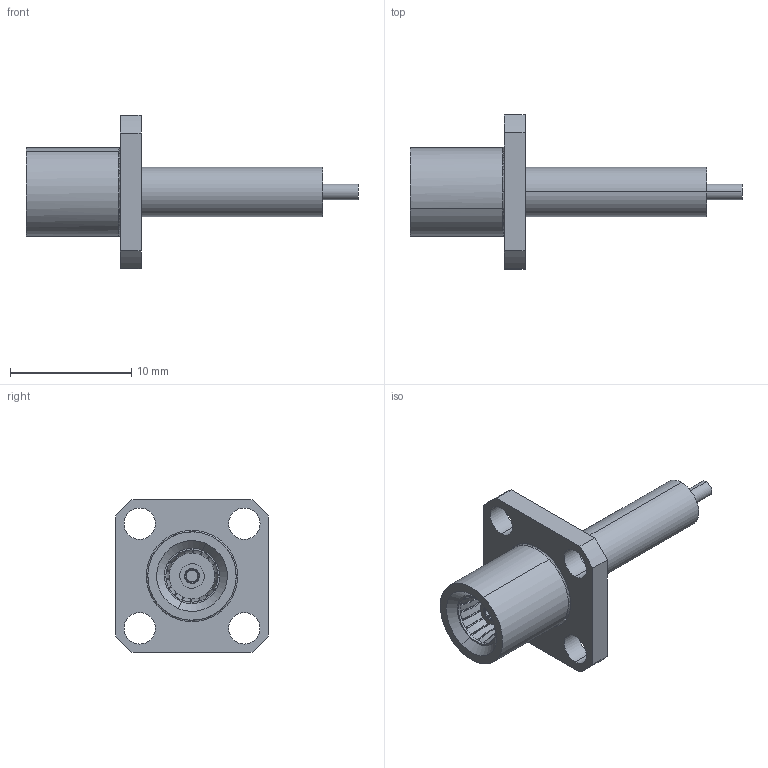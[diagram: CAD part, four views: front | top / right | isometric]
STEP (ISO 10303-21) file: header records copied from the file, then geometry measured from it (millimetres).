
FILE_DESCRIPTION (( 'STEP AP203' ), '1' );
FILE_NAME ('PE45334 ¦ FMCN1219.step', '2019-05-24T20:18:57', ( '' ), ( '' ), 'SwSTEP 2.0', 'SolidWorks 2018', '' );
FILE_SCHEMA (( 'CONFIG_CONTROL_DESIGN' ));
Length unit declared in the file: inch
Products named in the file (1): PE45334 ｦ FMCN1219
Bounding box: 27.41 x 12.7 x 12.7 mm (x, y, z)
Volume: 686.8 mm3; surface area: 983.2 mm2
Topology: 1 solids, 1 shells, 169 faces, 574 edges, 382 vertices
Faces by surface type: plane 87, cylinder 70, cone 6, bspline 4, torus 2
Entity records: 6843 total; most frequent: CARTESIAN_POINT 2094, ORIENTED_EDGE 1148, DIRECTION 804, EDGE_CURVE 574, VERTEX_POINT 382, AXIS2_PLACEMENT_3D 308, B_SPLINE_CURVE_WITH_KNOTS 222, LINE 188
